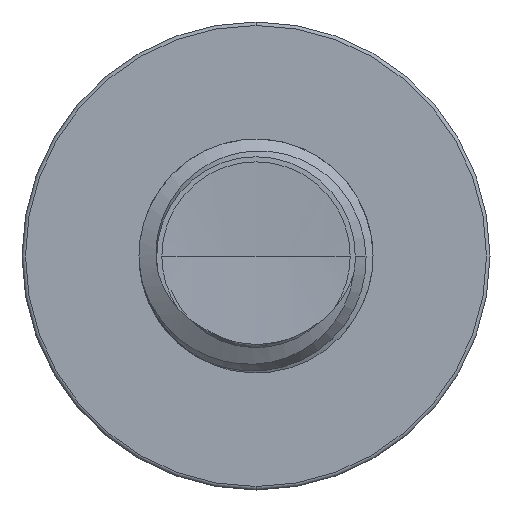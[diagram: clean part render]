
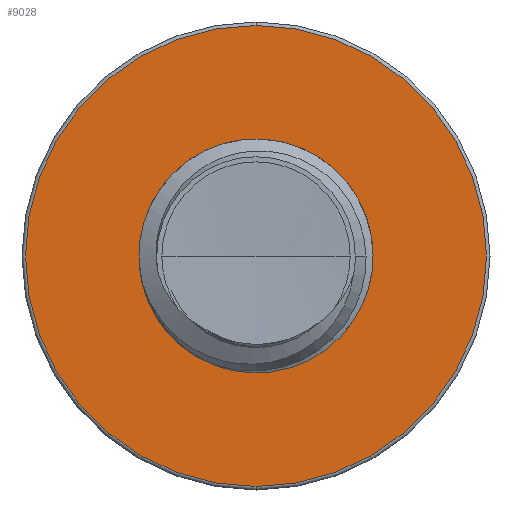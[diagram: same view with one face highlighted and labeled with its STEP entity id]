
A CAD part, front view. The second image highlights one B-rep face of the part: STEP entity #9028.
In plain terms, the highlighted planar face has unit normal (0, -1, 0).
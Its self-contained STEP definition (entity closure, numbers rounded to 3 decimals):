
#165 = CARTESIAN_POINT ( 'NONE',  ( 0., 2.25, 0. ) ) ;
#634 = DIRECTION ( 'NONE',  ( 0., 0., -1. ) ) ;
#670 = CARTESIAN_POINT ( 'NONE',  ( 0., 2.25, 0. ) ) ;
#911 = CIRCLE ( 'NONE', #9205, 0.969 ) ;
#1023 = DIRECTION ( 'NONE',  ( 0., 0., -1. ) ) ;
#1053 = FACE_OUTER_BOUND ( 'NONE', #3805, .T. ) ;
#1332 = CARTESIAN_POINT ( 'NONE',  ( 0., 2.25, 1.97 ) ) ;
#1367 = DIRECTION ( 'NONE',  ( 0., 0., -1. ) ) ;
#1374 = DIRECTION ( 'NONE',  ( 0., -1., 0. ) ) ;
#1387 = CARTESIAN_POINT ( 'NONE',  ( 0., 2.25, 0. ) ) ;
#1508 = ORIENTED_EDGE ( 'NONE', *, *, #6778, .T. ) ;
#1522 = DIRECTION ( 'NONE',  ( 0., 0., -1. ) ) ;
#2776 = EDGE_CURVE ( 'NONE', #11225, #2927, #4654, .T. ) ;
#2927 = VERTEX_POINT ( 'NONE', #1332 ) ;
#3127 = EDGE_LOOP ( 'NONE', ( #3964, #12196 ) ) ;
#3528 = AXIS2_PLACEMENT_3D ( 'NONE', #1387, #1374, #1367 ) ;
#3564 = CARTESIAN_POINT ( 'NONE',  ( 0., 2.25, 0. ) ) ;
#3805 = EDGE_LOOP ( 'NONE', ( #6813, #1508 ) ) ;
#3964 = ORIENTED_EDGE ( 'NONE', *, *, #10441, .F. ) ;
#4559 = DIRECTION ( 'NONE',  ( 0., 0., -1. ) ) ;
#4579 = CARTESIAN_POINT ( 'NONE',  ( 0., 2.25, -1.97 ) ) ;
#4654 = CIRCLE ( 'NONE', #3528, 1.97 ) ;
#4945 = AXIS2_PLACEMENT_3D ( 'NONE', #10250, #6438, #634 ) ;
#5093 = CIRCLE ( 'NONE', #11358, 1.97 ) ;
#5958 = CARTESIAN_POINT ( 'NONE',  ( 0., 2.25, 0.969 ) ) ;
#6438 = DIRECTION ( 'NONE',  ( 0., -1., 0. ) ) ;
#6778 = EDGE_CURVE ( 'NONE', #2927, #11225, #5093, .T. ) ;
#6813 = ORIENTED_EDGE ( 'NONE', *, *, #2776, .T. ) ;
#6916 = DIRECTION ( 'NONE',  ( 0., -1., 0. ) ) ;
#7152 = CARTESIAN_POINT ( 'NONE',  ( 0., 2.25, -0.969 ) ) ;
#7478 = DIRECTION ( 'NONE',  ( 0., -1., 0. ) ) ;
#8349 = AXIS2_PLACEMENT_3D ( 'NONE', #670, #7478, #1522 ) ;
#8514 = VERTEX_POINT ( 'NONE', #5958 ) ;
#9028 = ADVANCED_FACE ( 'NONE', ( #1053, #11045 ), #12047, .T. ) ;
#9205 = AXIS2_PLACEMENT_3D ( 'NONE', #165, #6916, #1023 ) ;
#9649 = VERTEX_POINT ( 'NONE', #7152 ) ;
#10250 = CARTESIAN_POINT ( 'NONE',  ( 0., 2.25, 0.969 ) ) ;
#10316 = DIRECTION ( 'NONE',  ( 0., -1., 0. ) ) ;
#10441 = EDGE_CURVE ( 'NONE', #9649, #8514, #911, .T. ) ;
#11045 = FACE_BOUND ( 'NONE', #3127, .T. ) ;
#11060 = EDGE_CURVE ( 'NONE', #8514, #9649, #12130, .T. ) ;
#11225 = VERTEX_POINT ( 'NONE', #4579 ) ;
#11358 = AXIS2_PLACEMENT_3D ( 'NONE', #3564, #10316, #4559 ) ;
#12047 = PLANE ( 'NONE',  #4945 ) ;
#12130 = CIRCLE ( 'NONE', #8349, 0.969 ) ;
#12196 = ORIENTED_EDGE ( 'NONE', *, *, #11060, .F. ) ;
